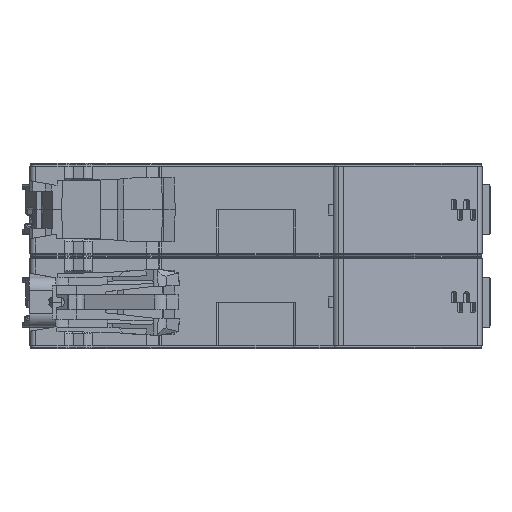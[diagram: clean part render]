
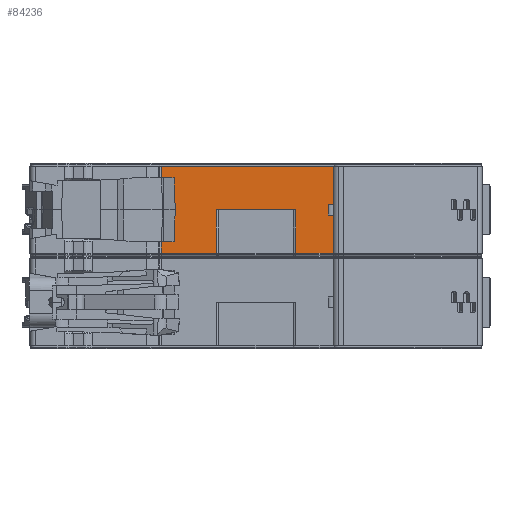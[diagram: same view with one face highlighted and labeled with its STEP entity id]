
A CAD part, front view. The second image highlights one B-rep face of the part: STEP entity #84236.
In plain terms, the highlighted planar face has unit normal (0, -1, 0).
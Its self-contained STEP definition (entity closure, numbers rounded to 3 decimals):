
#805=DIRECTION('',(0.,0.,1.));
#806=VECTOR('',#805,16.42);
#807=CARTESIAN_POINT('',(17.2,-56.5,-8.21));
#808=LINE('',#807,#806);
#823=DIRECTION('',(0.,0.,-1.));
#824=VECTOR('',#823,8.21);
#825=CARTESIAN_POINT('',(7.447,-56.5,0.));
#826=LINE('',#825,#824);
#827=DIRECTION('',(-1.,0.,0.));
#828=VECTOR('',#827,14.894);
#829=CARTESIAN_POINT('',(7.447,-56.5,0.));
#830=LINE('',#829,#828);
#831=DIRECTION('',(0.,0.,1.));
#832=VECTOR('',#831,8.21);
#833=CARTESIAN_POINT('',(-7.447,-56.5,-8.21));
#834=LINE('',#833,#832);
#835=DIRECTION('',(-1.,0.,0.));
#836=VECTOR('',#835,10.352);
#837=CARTESIAN_POINT('',(-7.447,-56.5,-8.21));
#838=LINE('',#837,#836);
#839=DIRECTION('',(0.,0.,-1.));
#840=VECTOR('',#839,2.21);
#841=CARTESIAN_POINT('',(-17.799,-56.5,-6.));
#842=LINE('',#841,#840);
#843=DIRECTION('',(-0.036,0.,-0.999));
#844=VECTOR('',#843,6.004);
#845=CARTESIAN_POINT('',(-15.184,-56.5,0.));
#846=LINE('',#845,#844);
#847=DIRECTION('',(-0.036,0.,0.999));
#848=VECTOR('',#847,6.004);
#849=CARTESIAN_POINT('',(-15.184,-56.5,0.));
#850=LINE('',#849,#848);
#851=DIRECTION('',(0.,0.,1.));
#852=VECTOR('',#851,2.21);
#853=CARTESIAN_POINT('',(-17.799,-56.5,6.));
#854=LINE('',#853,#852);
#855=DIRECTION('',(-1.,0.,0.));
#856=VECTOR('',#855,34.999);
#857=CARTESIAN_POINT('',(17.2,-56.5,8.21));
#858=LINE('',#857,#856);
#859=DIRECTION('',(-1.,0.,0.));
#860=VECTOR('',#859,9.753);
#861=CARTESIAN_POINT('',(17.2,-56.5,-8.21));
#862=LINE('',#861,#860);
#863=DIRECTION('',(-1.,0.,0.));
#864=VECTOR('',#863,1.442);
#865=CARTESIAN_POINT('',(15.021,-56.5,1.));
#866=LINE('',#865,#864);
#867=DIRECTION('',(1.,0.,0.));
#868=VECTOR('',#867,1.442);
#869=CARTESIAN_POINT('',(13.579,-56.5,-1.));
#870=LINE('',#869,#868);
#11837=DIRECTION('',(1.,0.,0.));
#11838=VECTOR('',#11837,2.399);
#11839=CARTESIAN_POINT('',(-17.799,-56.5,6.));
#11840=LINE('',#11839,#11838);
#11928=DIRECTION('',(-1.,0.,0.));
#11929=VECTOR('',#11928,2.399);
#11930=CARTESIAN_POINT('',(-15.4,-56.5,-6.));
#11931=LINE('',#11930,#11929);
#66678=DIRECTION('',(0.,0.,1.));
#66679=VECTOR('',#66678,2.);
#66680=CARTESIAN_POINT('',(13.579,-56.5,-1.));
#66681=LINE('',#66680,#66679);
#66682=DIRECTION('',(0.,0.,-1.));
#66683=VECTOR('',#66682,2.);
#66684=CARTESIAN_POINT('',(15.021,-56.5,1.));
#66685=LINE('',#66684,#66683);
#68449=CARTESIAN_POINT('',(-17.799,-56.5,-6.));
#68450=VERTEX_POINT('',#68449);
#68451=CARTESIAN_POINT('',(13.579,-56.5,-1.));
#68452=CARTESIAN_POINT('',(15.021,-56.5,-1.));
#68453=VERTEX_POINT('',#68451);
#68454=VERTEX_POINT('',#68452);
#68897=CARTESIAN_POINT('',(-15.4,-56.5,-6.));
#68898=VERTEX_POINT('',#68897);
#69855=CARTESIAN_POINT('',(-17.799,-56.5,-8.21));
#69856=VERTEX_POINT('',#69855);
#69857=CARTESIAN_POINT('',(17.2,-56.5,-8.21));
#69858=VERTEX_POINT('',#69857);
#70210=CARTESIAN_POINT('',(7.447,-56.5,-8.21));
#70212=VERTEX_POINT('',#70210);
#70215=CARTESIAN_POINT('',(-7.447,-56.5,-8.21));
#70217=VERTEX_POINT('',#70215);
#71516=CARTESIAN_POINT('',(-17.799,-56.5,6.));
#71518=VERTEX_POINT('',#71516);
#71814=CARTESIAN_POINT('',(15.021,-56.5,1.));
#71815=CARTESIAN_POINT('',(13.579,-56.5,1.));
#71816=VERTEX_POINT('',#71814);
#71817=VERTEX_POINT('',#71815);
#72087=CARTESIAN_POINT('',(17.2,-56.5,8.21));
#72088=CARTESIAN_POINT('',(-17.799,-56.5,8.21));
#72089=VERTEX_POINT('',#72087);
#72090=VERTEX_POINT('',#72088);
#73556=CARTESIAN_POINT('',(-15.4,-56.5,6.));
#73558=VERTEX_POINT('',#73556);
#74533=CARTESIAN_POINT('',(-15.184,-56.5,0.));
#74534=VERTEX_POINT('',#74533);
#74663=CARTESIAN_POINT('',(7.447,-56.5,0.));
#74664=VERTEX_POINT('',#74663);
#74665=CARTESIAN_POINT('',(-7.447,-56.5,0.));
#74666=VERTEX_POINT('',#74665);
#84194=CARTESIAN_POINT('',(0.,-56.5,0.));
#84195=DIRECTION('',(0.,-1.,0.));
#84196=DIRECTION('',(-1.,0.,0.));
#84197=AXIS2_PLACEMENT_3D('',#84194,#84195,#84196);
#84198=PLANE('',#84197);
#84200=ORIENTED_EDGE('',*,*,#84199,.F.);
#84202=ORIENTED_EDGE('',*,*,#84201,.T.);
#84204=ORIENTED_EDGE('',*,*,#84203,.F.);
#84206=ORIENTED_EDGE('',*,*,#84205,.T.);
#84208=ORIENTED_EDGE('',*,*,#84207,.F.);
#84210=ORIENTED_EDGE('',*,*,#84209,.F.);
#84212=ORIENTED_EDGE('',*,*,#84211,.F.);
#84214=ORIENTED_EDGE('',*,*,#84213,.T.);
#84216=ORIENTED_EDGE('',*,*,#84215,.F.);
#84218=ORIENTED_EDGE('',*,*,#84217,.T.);
#84220=ORIENTED_EDGE('',*,*,#84219,.F.);
#84221=ORIENTED_EDGE('',*,*,#84184,.F.);
#84223=ORIENTED_EDGE('',*,*,#84222,.T.);
#84224=EDGE_LOOP('',(#84200,#84202,#84204,#84206,#84208,#84210,#84212,#84214,
#84216,#84218,#84220,#84221,#84223));
#84225=FACE_OUTER_BOUND('',#84224,.F.);
#84227=ORIENTED_EDGE('',*,*,#84226,.F.);
#84229=ORIENTED_EDGE('',*,*,#84228,.T.);
#84231=ORIENTED_EDGE('',*,*,#84230,.F.);
#84233=ORIENTED_EDGE('',*,*,#84232,.T.);
#84234=EDGE_LOOP('',(#84227,#84229,#84231,#84233));
#84235=FACE_BOUND('',#84234,.F.);
#84184=EDGE_CURVE('',#69858,#72089,#808,.T.);
#84199=EDGE_CURVE('',#74664,#70212,#826,.T.);
#84201=EDGE_CURVE('',#74664,#74666,#830,.T.);
#84203=EDGE_CURVE('',#70217,#74666,#834,.T.);
#84205=EDGE_CURVE('',#70217,#69856,#838,.T.);
#84207=EDGE_CURVE('',#68450,#69856,#842,.T.);
#84209=EDGE_CURVE('',#68898,#68450,#11931,.T.);
#84211=EDGE_CURVE('',#74534,#68898,#846,.T.);
#84213=EDGE_CURVE('',#74534,#73558,#850,.T.);
#84215=EDGE_CURVE('',#71518,#73558,#11840,.T.);
#84217=EDGE_CURVE('',#71518,#72090,#854,.T.);
#84219=EDGE_CURVE('',#72089,#72090,#858,.T.);
#84222=EDGE_CURVE('',#69858,#70212,#862,.T.);
#84226=EDGE_CURVE('',#71816,#68454,#66685,.T.);
#84228=EDGE_CURVE('',#71816,#71817,#866,.T.);
#84230=EDGE_CURVE('',#68453,#71817,#66681,.T.);
#84232=EDGE_CURVE('',#68453,#68454,#870,.T.);
#84236=ADVANCED_FACE('',(#84225,#84235),#84198,.T.);
